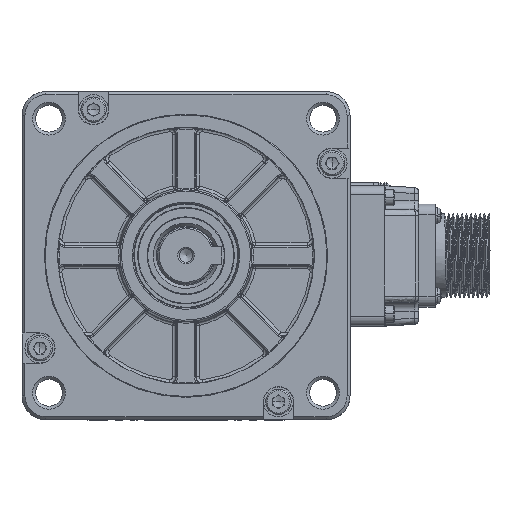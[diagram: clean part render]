
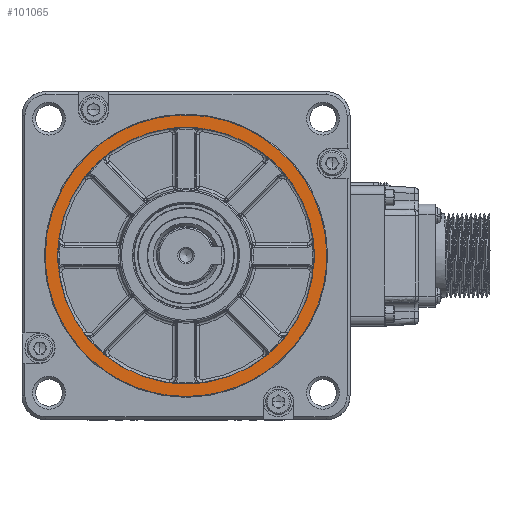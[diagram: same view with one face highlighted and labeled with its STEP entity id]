
A CAD part, top view. The second image highlights one B-rep face of the part: STEP entity #101065.
In plain terms, the highlighted planar face has unit normal (0, 0, 1).
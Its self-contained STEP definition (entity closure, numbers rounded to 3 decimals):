
#100714=CARTESIAN_POINT('',(-65.384,1288.61,-281.5));
#100715=VERTEX_POINT('',#100714);
#100725=CARTESIAN_POINT('',(-65.384,1288.61,-281.5));
#100726=CARTESIAN_POINT('',(-65.384,1335.81,-281.5));
#100727=CARTESIAN_POINT('',(-18.184,1335.81,-281.5));
#100728=CARTESIAN_POINT('',(29.016,1335.81,-281.5));
#100729=CARTESIAN_POINT('',(29.016,1288.61,-281.5));
#100730=CARTESIAN_POINT('',(29.016,1283.961,-281.5));
#100731=CARTESIAN_POINT('',(28.109,1279.401,-281.5));
#100732=CARTESIAN_POINT('',(27.202,1274.842,-281.5));
#100733=CARTESIAN_POINT('',(25.423,1270.547,-281.5));
#100734=CARTESIAN_POINT('',(23.644,1266.252,-281.5));
#100735=CARTESIAN_POINT('',(21.061,1262.387,-281.5));
#100736=CARTESIAN_POINT('',(18.479,1258.521,-281.5));
#100737=CARTESIAN_POINT('',(15.191,1255.234,-281.5));
#100738=CARTESIAN_POINT('',(11.904,1251.947,-281.5));
#100739=CARTESIAN_POINT('',(8.039,1249.364,-281.5));
#100740=CARTESIAN_POINT('',(4.174,1246.782,-281.5));
#100741=CARTESIAN_POINT('',(-0.121,1245.003,-281.5));
#100742=CARTESIAN_POINT('',(-4.416,1243.224,-281.5));
#100743=CARTESIAN_POINT('',(-8.976,1242.317,-281.5));
#100744=CARTESIAN_POINT('',(-13.535,1241.41,-281.5));
#100745=CARTESIAN_POINT('',(-18.184,1241.41,-281.5));
#100746=CARTESIAN_POINT('',(-22.833,1241.41,-281.5));
#100747=CARTESIAN_POINT('',(-27.392,1242.317,-281.5));
#100748=CARTESIAN_POINT('',(-31.952,1243.224,-281.5));
#100749=CARTESIAN_POINT('',(-36.247,1245.003,-281.5));
#100750=CARTESIAN_POINT('',(-40.542,1246.782,-281.5));
#100751=CARTESIAN_POINT('',(-44.407,1249.364,-281.5));
#100752=CARTESIAN_POINT('',(-48.272,1251.947,-281.5));
#100753=CARTESIAN_POINT('',(-51.559,1255.234,-281.5));
#100754=CARTESIAN_POINT('',(-54.847,1258.521,-281.5));
#100755=CARTESIAN_POINT('',(-57.429,1262.387,-281.5));
#100756=CARTESIAN_POINT('',(-60.012,1266.252,-281.5));
#100757=CARTESIAN_POINT('',(-61.791,1270.547,-281.5));
#100758=CARTESIAN_POINT('',(-63.57,1274.842,-281.5));
#100759=CARTESIAN_POINT('',(-64.477,1279.401,-281.5));
#100760=CARTESIAN_POINT('',(-65.384,1283.961,-281.5));
#100761=CARTESIAN_POINT('',(-65.384,1288.61,-281.5));
#100762=(BOUNDED_CURVE()B_SPLINE_CURVE(2,(#100725,#100726,#100727,#100728,#100729,#100730,#100731,#100732,#100733,#100734,#100735,#100736,#100737,#100738,#100739,#100740,#100741,#100742,#100743,#100744,#100745,#100746,#100747,#100748,#100749,#100750,#100751,#100752,#100753,#100754,#100755,#100756,#100757,#100758,#100759,#100760,#100761),.UNSPECIFIED.,.T.,.U.)B_SPLINE_CURVE_WITH_KNOTS((3,2,2,2,2,2,2,2,2,2,2,2,2,2,2,2,2,2,3),(0.,0.5,1.,1.07,1.139,1.209,1.279,1.348,1.418,1.488,1.557,1.627,1.696,1.766,1.836,1.905,1.975,2.045,2.114),.UNSPECIFIED.)CURVE()GEOMETRIC_REPRESENTATION_ITEM()RATIONAL_B_SPLINE_CURVE((1.,0.707,1.,0.707,1.,1.,1.,1.,1.,1.,1.,1.,1.,1.,1.,1.,1.,1.,1.,1.,1.,1.,1.,1.,1.,1.,1.,1.,1.,1.,1.,1.,1.,1.,1.,1.,1.))REPRESENTATION_ITEM(''));
#100763=EDGE_CURVE('',#100715,#100715,#100762,.T.);
#101008=CARTESIAN_POINT('',(-18.184,1288.61,-281.5));
#101009=DIRECTION('',(1.,0.,0.));
#101010=DIRECTION('',(0.,0.,1.));
#101011=AXIS2_PLACEMENT_3D('',#101008,#101010,#101009);
#101012=PLANE('',#101011);
#101013=ORIENTED_EDGE('',*,*,#100763,.F.);
#101014=EDGE_LOOP('',(#101013));
#101015=FACE_OUTER_BOUND('',#101014,.T.);
#101016=CARTESIAN_POINT('',(-61.184,1288.61,-281.5));
#101017=VERTEX_POINT('',#101016);
#101018=CARTESIAN_POINT('',(24.816,1288.61,-281.5));
#101019=VERTEX_POINT('',#101018);
#101020=CARTESIAN_POINT('',(-61.184,1288.61,-281.5));
#101021=CARTESIAN_POINT('',(-61.184,1292.845,-281.5));
#101022=CARTESIAN_POINT('',(-60.358,1296.999,-281.5));
#101023=CARTESIAN_POINT('',(-59.532,1301.152,-281.5));
#101024=CARTESIAN_POINT('',(-57.911,1305.065,-281.5));
#101025=CARTESIAN_POINT('',(-56.29,1308.978,-281.5));
#101026=CARTESIAN_POINT('',(-53.937,1312.499,-281.5));
#101027=CARTESIAN_POINT('',(-51.584,1316.021,-281.5));
#101028=CARTESIAN_POINT('',(-48.59,1319.015,-281.5));
#101029=CARTESIAN_POINT('',(-45.595,1322.01,-281.5));
#101030=CARTESIAN_POINT('',(-42.074,1324.363,-281.5));
#101031=CARTESIAN_POINT('',(-38.552,1326.716,-281.5));
#101032=CARTESIAN_POINT('',(-34.639,1328.336,-281.5));
#101033=CARTESIAN_POINT('',(-30.727,1329.957,-281.5));
#101034=CARTESIAN_POINT('',(-26.573,1330.783,-281.5));
#101035=CARTESIAN_POINT('',(-22.419,1331.61,-281.5));
#101036=CARTESIAN_POINT('',(-18.184,1331.61,-281.5));
#101037=CARTESIAN_POINT('',(-13.949,1331.61,-281.5));
#101038=CARTESIAN_POINT('',(-9.795,1330.783,-281.5));
#101039=CARTESIAN_POINT('',(-5.641,1329.957,-281.5));
#101040=CARTESIAN_POINT('',(-1.729,1328.336,-281.5));
#101041=CARTESIAN_POINT('',(2.184,1326.716,-281.5));
#101042=CARTESIAN_POINT('',(5.705,1324.363,-281.5));
#101043=CARTESIAN_POINT('',(9.227,1322.01,-281.5));
#101044=CARTESIAN_POINT('',(12.222,1319.015,-281.5));
#101045=CARTESIAN_POINT('',(15.216,1316.021,-281.5));
#101046=CARTESIAN_POINT('',(17.569,1312.499,-281.5));
#101047=CARTESIAN_POINT('',(19.922,1308.978,-281.5));
#101048=CARTESIAN_POINT('',(21.543,1305.065,-281.5));
#101049=CARTESIAN_POINT('',(23.163,1301.152,-281.5));
#101050=CARTESIAN_POINT('',(23.99,1296.999,-281.5));
#101051=CARTESIAN_POINT('',(24.816,1292.845,-281.5));
#101052=CARTESIAN_POINT('',(24.816,1288.61,-281.5));
#101053=B_SPLINE_CURVE_WITH_KNOTS('',2,(#101020,#101021,#101022,#101023,#101024,#101025,#101026,#101027,#101028,#101029,#101030,#101031,#101032,#101033,#101034,#101035,#101036,#101037,#101038,#101039,#101040,#101041,#101042,#101043,#101044,#101045,#101046,#101047,#101048,#101049,#101050,#101051,#101052),.UNSPECIFIED.,.F.,.U.,(3,2,2,2,2,2,2,2,2,2,2,2,2,2,2,2,3),(0.5,0.531,0.563,0.594,0.625,0.656,0.688,0.719,0.75,0.781,0.813,0.844,0.875,0.906,0.938,0.969,1.),.UNSPECIFIED.);
#101054=EDGE_CURVE('',#101017,#101019,#101053,.T.);
#101055=ORIENTED_EDGE('',*,*,#101054,.T.);
#101056=CARTESIAN_POINT('',(-18.184,1288.61,-281.5));
#101057=DIRECTION('',(1.,0.,0.));
#101058=DIRECTION('',(-0.,0.,-1.));
#101059=AXIS2_PLACEMENT_3D('',#101056,#101058,#101057);
#101060=CIRCLE('',#101059,43.);
#101061=EDGE_CURVE('',#101019,#101017,#101060,.T.);
#101062=ORIENTED_EDGE('',*,*,#101061,.T.);
#101063=EDGE_LOOP('',(#101055,#101062));
#101064=FACE_BOUND('',#101063,.T.);
#101065=ADVANCED_FACE('',(#101015,#101064),#101012,.T.);
